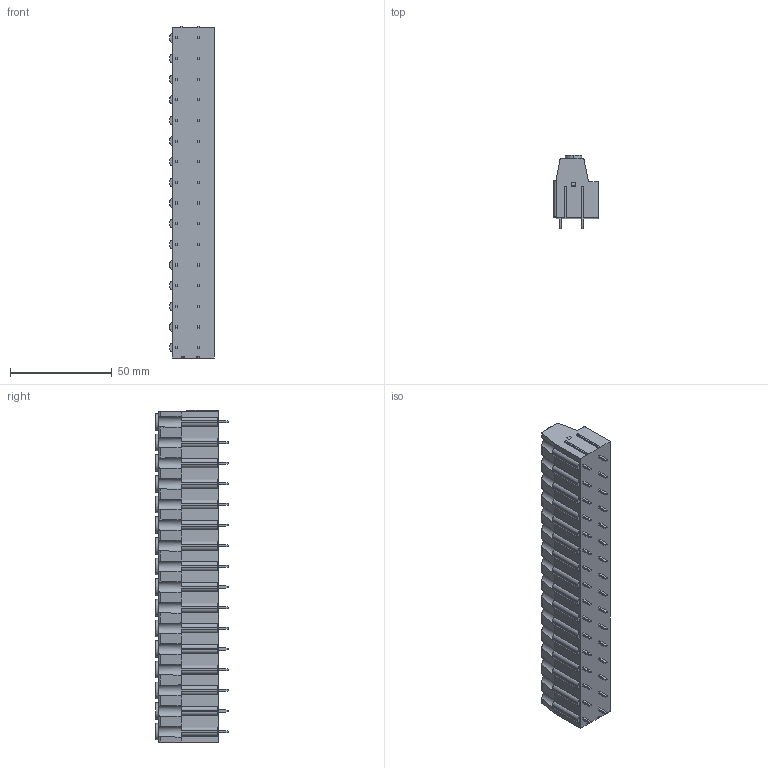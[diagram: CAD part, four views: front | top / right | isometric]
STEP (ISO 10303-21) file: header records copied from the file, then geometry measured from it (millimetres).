
FILE_DESCRIPTION((''),'2;1');
FILE_NAME('TL802H','2024-10-15T',('sj'),(''),'PRO/ENGINEER BY PARAMETRIC TECHNOLOGY CORPORATION, 2013240','PRO/ENGINEER BY PARAMETRIC TECHNOLOGY CORPORATION, 2013240','');
FILE_SCHEMA(('AUTOMOTIVE_DESIGN_CC2 { 1 2 10303 214 -1 1 5 2 }'));
Length unit declared in the file: millimetre
Products named in the file (1): TL802H
Bounding box: 22 x 35.8 x 163.31 mm (x, y, z)
Volume: 74925.1 mm3; surface area: 24574 mm2
Topology: 1 solids, 1 shells, 855 faces, 2172 edges, 1416 vertices
Faces by surface type: plane 616, cylinder 239
Entity records: 25782 total; most frequent: CARTESIAN_POINT 4765, ORIENTED_EDGE 4344, DIRECTION 4316, EDGE_CURVE 2172, VECTOR 1594, LINE 1594, VERTEX_POINT 1416, AXIS2_PLACEMENT_3D 1361
